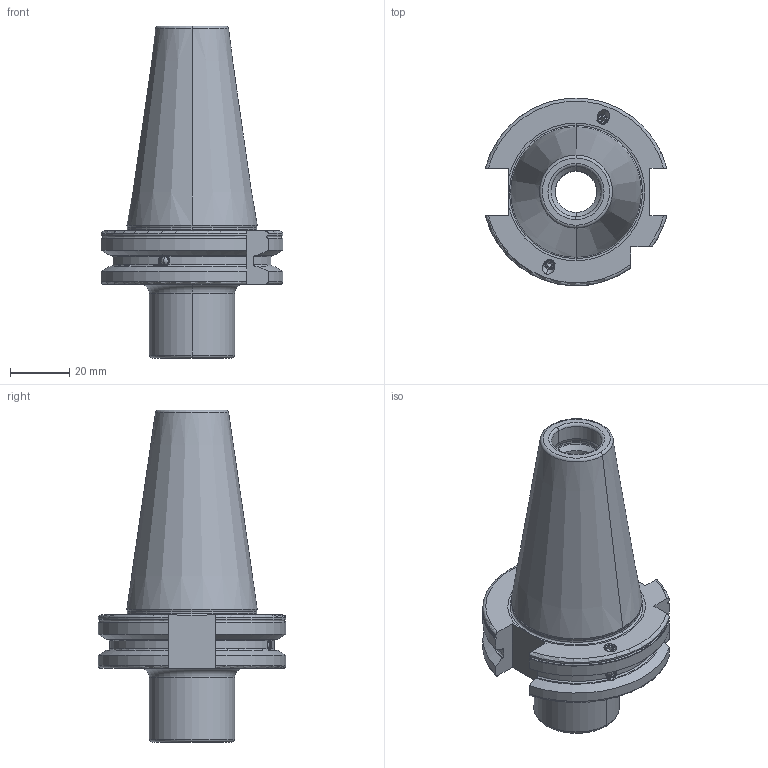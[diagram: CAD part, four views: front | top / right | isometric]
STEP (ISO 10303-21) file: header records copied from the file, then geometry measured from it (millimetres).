
FILE_DESCRIPTION((''),'2;1');
FILE_NAME('DC_403_06_16','2020-11-27T',('101107'),(''),'CREO PARAMETRIC BY PTC INC, 2016260','CREO PARAMETRIC BY PTC INC, 2016260','');
FILE_SCHEMA(('CONFIG_CONTROL_DESIGN'));
Length unit declared in the file: millimetre
Products named in the file (1): DC_403_06_16
Bounding box: 61.48 x 63.54 x 112.4 mm (x, y, z)
Volume: 113382.6 mm3; surface area: 24752.7 mm2
Topology: 1 solids, 7 shells, 262 faces, 618 edges, 363 vertices
Faces by surface type: cone 98, cylinder 62, plane 49, torus 45, sphere 8
Entity records: 7999 total; most frequent: CARTESIAN_POINT 2002, DIRECTION 1308, ORIENTED_EDGE 1208, EDGE_CURVE 604, AXIS2_PLACEMENT_3D 538, VERTEX_POINT 363, EDGE_LOOP 279, CIRCLE 273
